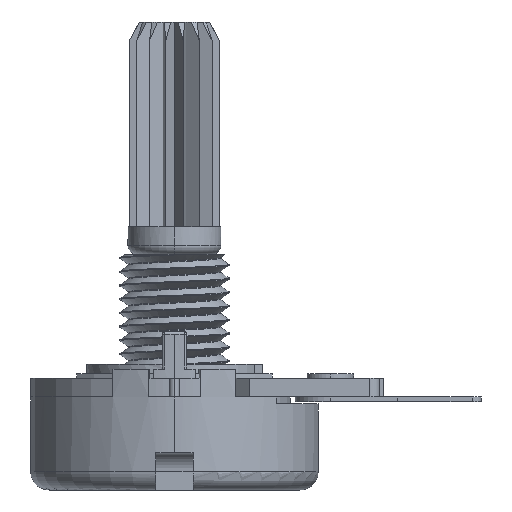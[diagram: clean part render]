
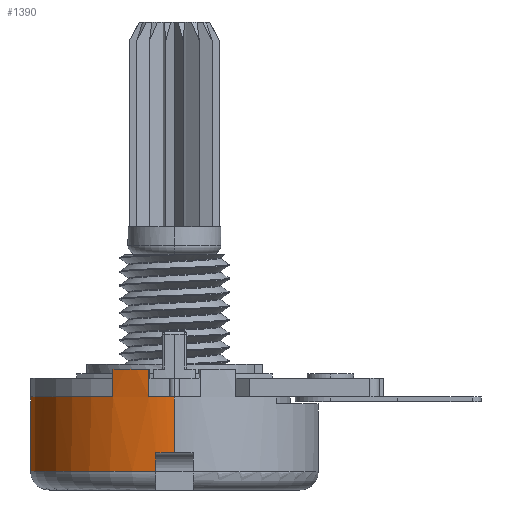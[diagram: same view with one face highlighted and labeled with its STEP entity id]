
A CAD part, left-side view. The second image highlights one B-rep face of the part: STEP entity #1390.
In plain terms, the highlighted cylindrical face has radius 7.874 mm (diameter 15.748 mm), a partial arc.
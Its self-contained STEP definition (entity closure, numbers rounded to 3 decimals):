
#75 = CARTESIAN_POINT ( 'NONE',  ( -7.874, 16.764, -4.826 ) ) ;
#137 = DIRECTION ( 'NONE',  ( 0., 0., 1. ) ) ;
#198 = CIRCLE ( 'NONE', #610, 7.874 ) ;
#399 = DIRECTION ( 'NONE',  ( 1., 0., 0. ) ) ;
#452 = CARTESIAN_POINT ( 'NONE',  ( -7.808, 17.78, -3.81 ) ) ;
#472 = DIRECTION ( 'NONE',  ( 0., 0., -1. ) ) ;
#534 = DIRECTION ( 'NONE',  ( 0., 0., 1. ) ) ;
#601 = EDGE_CURVE ( 'NONE', #8677, #5570, #7694, .T. ) ;
#610 = AXIS2_PLACEMENT_3D ( 'NONE', #3401, #534, #10217 ) ;
#632 = LINE ( 'NONE', #697, #4794 ) ;
#641 = CARTESIAN_POINT ( 'NONE',  ( 7.748, 18.165, 1.778 ) ) ;
#697 = CARTESIAN_POINT ( 'NONE',  ( -7.808, 17.78, -4.826 ) ) ;
#699 = DIRECTION ( 'NONE',  ( 0., 0., 1. ) ) ;
#958 = DIRECTION ( 'NONE',  ( 1., 0., 0. ) ) ;
#1220 = CARTESIAN_POINT ( 'NONE',  ( -7.748, 18.165, 0.254 ) ) ;
#1382 = EDGE_LOOP ( 'NONE', ( #12635, #1615, #1637, #8496, #7486, #6121, #3688, #3174, #9217, #7862, #10869, #8798, #9244, #10818 ) ) ;
#1390 = ADVANCED_FACE ( 'NONE', ( #12487 ), #7565, .T. ) ;
#1522 = CARTESIAN_POINT ( 'NONE',  ( 7.874, 16.764, -3.81 ) ) ;
#1589 = EDGE_CURVE ( 'NONE', #12711, #12678, #6972, .T. ) ;
#1615 = ORIENTED_EDGE ( 'NONE', *, *, #1589, .T. ) ;
#1637 = ORIENTED_EDGE ( 'NONE', *, *, #6263, .T. ) ;
#1844 = AXIS2_PLACEMENT_3D ( 'NONE', #9016, #11797, #958 ) ;
#1930 = LINE ( 'NONE', #3891, #4143 ) ;
#1935 = VERTEX_POINT ( 'NONE', #641 ) ;
#2067 = VERTEX_POINT ( 'NONE', #1220 ) ;
#2073 = VECTOR ( 'NONE', #3078, 1000. ) ;
#2116 = CARTESIAN_POINT ( 'NONE',  ( 7.874, 16.764, 0.254 ) ) ;
#2263 = EDGE_CURVE ( 'NONE', #12711, #10853, #7944, .T. ) ;
#2354 = DIRECTION ( 'NONE',  ( -1., 0., 0. ) ) ;
#2428 = LINE ( 'NONE', #10281, #7057 ) ;
#2466 = CARTESIAN_POINT ( 'NONE',  ( -7.808, 17.78, -2.794 ) ) ;
#2708 = VERTEX_POINT ( 'NONE', #3129 ) ;
#2786 = CARTESIAN_POINT ( 'NONE',  ( 0., 16.764, 1.778 ) ) ;
#3020 = LINE ( 'NONE', #6982, #2073 ) ;
#3025 = EDGE_CURVE ( 'NONE', #9508, #5570, #6959, .T. ) ;
#3078 = DIRECTION ( 'NONE',  ( 0., 0., -1. ) ) ;
#3129 = CARTESIAN_POINT ( 'NONE',  ( 7.122, 20.123, 0.254 ) ) ;
#3149 = AXIS2_PLACEMENT_3D ( 'NONE', #2786, #699, #10765 ) ;
#3174 = ORIENTED_EDGE ( 'NONE', *, *, #4975, .F. ) ;
#3401 = CARTESIAN_POINT ( 'NONE',  ( 0., 16.764, -3.81 ) ) ;
#3422 = CARTESIAN_POINT ( 'NONE',  ( -7.874, 16.764, -2.794 ) ) ;
#3513 = DIRECTION ( 'NONE',  ( -1., 0., 0. ) ) ;
#3524 = CIRCLE ( 'NONE', #1844, 7.874 ) ;
#3688 = ORIENTED_EDGE ( 'NONE', *, *, #7857, .T. ) ;
#3739 = CARTESIAN_POINT ( 'NONE',  ( -7.748, 18.165, 1.778 ) ) ;
#3764 = EDGE_CURVE ( 'NONE', #9508, #6268, #198, .T. ) ;
#3783 = EDGE_CURVE ( 'NONE', #5477, #11933, #2428, .T. ) ;
#3826 = DIRECTION ( 'NONE',  ( 0., 0., -1. ) ) ;
#3891 = CARTESIAN_POINT ( 'NONE',  ( 7.122, 20.123, 1.778 ) ) ;
#3993 = CIRCLE ( 'NONE', #3149, 7.874 ) ;
#4143 = VECTOR ( 'NONE', #5122, 1000. ) ;
#4794 = VECTOR ( 'NONE', #8692, 1000. ) ;
#4962 = EDGE_CURVE ( 'NONE', #5477, #5326, #3524, .T. ) ;
#4975 = EDGE_CURVE ( 'NONE', #8188, #2708, #1930, .T. ) ;
#4994 = AXIS2_PLACEMENT_3D ( 'NONE', #10283, #6391, #399 ) ;
#5122 = DIRECTION ( 'NONE',  ( 0., 0., -1. ) ) ;
#5326 = VERTEX_POINT ( 'NONE', #3739 ) ;
#5398 = DIRECTION ( 'NONE',  ( 0., 0., -1. ) ) ;
#5477 = VERTEX_POINT ( 'NONE', #8348 ) ;
#5569 = CARTESIAN_POINT ( 'NONE',  ( -7.874, 16.764, 0.254 ) ) ;
#5570 = VERTEX_POINT ( 'NONE', #2116 ) ;
#5649 = DIRECTION ( 'NONE',  ( 0., 0., -1. ) ) ;
#5859 = CARTESIAN_POINT ( 'NONE',  ( 0., 16.764, 0.254 ) ) ;
#6121 = ORIENTED_EDGE ( 'NONE', *, *, #3783, .T. ) ;
#6206 = EDGE_CURVE ( 'NONE', #1935, #8677, #8453, .T. ) ;
#6263 = EDGE_CURVE ( 'NONE', #12678, #2067, #8928, .T. ) ;
#6268 = VERTEX_POINT ( 'NONE', #452 ) ;
#6391 = DIRECTION ( 'NONE',  ( 0., 0., 1. ) ) ;
#6457 = AXIS2_PLACEMENT_3D ( 'NONE', #12405, #10467, #3513 ) ;
#6797 = EDGE_CURVE ( 'NONE', #5326, #2067, #3020, .T. ) ;
#6959 = LINE ( 'NONE', #11102, #10728 ) ;
#6972 = LINE ( 'NONE', #75, #8562 ) ;
#6982 = CARTESIAN_POINT ( 'NONE',  ( -7.748, 18.165, 1.778 ) ) ;
#7057 = VECTOR ( 'NONE', #472, 1000. ) ;
#7486 = ORIENTED_EDGE ( 'NONE', *, *, #4962, .F. ) ;
#7565 = CYLINDRICAL_SURFACE ( 'NONE', #4994, 7.874 ) ;
#7616 = DIRECTION ( 'NONE',  ( -1., 0., 0. ) ) ;
#7688 = VECTOR ( 'NONE', #5398, 1000. ) ;
#7694 = CIRCLE ( 'NONE', #7899, 7.874 ) ;
#7720 = CARTESIAN_POINT ( 'NONE',  ( 7.122, 20.123, 1.778 ) ) ;
#7813 = CARTESIAN_POINT ( 'NONE',  ( -7.122, 20.123, 0.254 ) ) ;
#7857 = EDGE_CURVE ( 'NONE', #11933, #2708, #11215, .T. ) ;
#7862 = ORIENTED_EDGE ( 'NONE', *, *, #6206, .T. ) ;
#7899 = AXIS2_PLACEMENT_3D ( 'NONE', #8690, #3826, #2354 ) ;
#7944 = CIRCLE ( 'NONE', #9184, 7.874 ) ;
#8167 = EDGE_CURVE ( 'NONE', #6268, #10853, #632, .T. ) ;
#8188 = VERTEX_POINT ( 'NONE', #7720 ) ;
#8348 = CARTESIAN_POINT ( 'NONE',  ( -7.122, 20.123, 1.778 ) ) ;
#8453 = LINE ( 'NONE', #11366, #7688 ) ;
#8496 = ORIENTED_EDGE ( 'NONE', *, *, #6797, .F. ) ;
#8562 = VECTOR ( 'NONE', #137, 1000. ) ;
#8677 = VERTEX_POINT ( 'NONE', #10014 ) ;
#8687 = CARTESIAN_POINT ( 'NONE',  ( 0., 16.764, -2.794 ) ) ;
#8690 = CARTESIAN_POINT ( 'NONE',  ( 0., 16.764, 0.254 ) ) ;
#8692 = DIRECTION ( 'NONE',  ( 0., 0., 1. ) ) ;
#8726 = AXIS2_PLACEMENT_3D ( 'NONE', #5859, #9818, #7616 ) ;
#8798 = ORIENTED_EDGE ( 'NONE', *, *, #3025, .F. ) ;
#8921 = EDGE_CURVE ( 'NONE', #1935, #8188, #3993, .T. ) ;
#8928 = CIRCLE ( 'NONE', #6457, 7.874 ) ;
#9016 = CARTESIAN_POINT ( 'NONE',  ( 0., 16.764, 1.778 ) ) ;
#9184 = AXIS2_PLACEMENT_3D ( 'NONE', #8687, #5649, #11733 ) ;
#9217 = ORIENTED_EDGE ( 'NONE', *, *, #8921, .F. ) ;
#9244 = ORIENTED_EDGE ( 'NONE', *, *, #3764, .T. ) ;
#9508 = VERTEX_POINT ( 'NONE', #1522 ) ;
#9818 = DIRECTION ( 'NONE',  ( 0., 0., -1. ) ) ;
#10014 = CARTESIAN_POINT ( 'NONE',  ( 7.748, 18.165, 0.254 ) ) ;
#10217 = DIRECTION ( 'NONE',  ( -1., 0., 0. ) ) ;
#10281 = CARTESIAN_POINT ( 'NONE',  ( -7.122, 20.123, 1.778 ) ) ;
#10283 = CARTESIAN_POINT ( 'NONE',  ( 0., 16.764, -4.826 ) ) ;
#10467 = DIRECTION ( 'NONE',  ( 0., 0., -1. ) ) ;
#10728 = VECTOR ( 'NONE', #11035, 1000. ) ;
#10765 = DIRECTION ( 'NONE',  ( 1., 0., 0. ) ) ;
#10818 = ORIENTED_EDGE ( 'NONE', *, *, #8167, .T. ) ;
#10853 = VERTEX_POINT ( 'NONE', #2466 ) ;
#10869 = ORIENTED_EDGE ( 'NONE', *, *, #601, .T. ) ;
#11035 = DIRECTION ( 'NONE',  ( 0., 0., 1. ) ) ;
#11102 = CARTESIAN_POINT ( 'NONE',  ( 7.874, 16.764, -4.826 ) ) ;
#11215 = CIRCLE ( 'NONE', #8726, 7.874 ) ;
#11366 = CARTESIAN_POINT ( 'NONE',  ( 7.748, 18.165, 1.778 ) ) ;
#11733 = DIRECTION ( 'NONE',  ( -1., 0., 0. ) ) ;
#11797 = DIRECTION ( 'NONE',  ( 0., 0., 1. ) ) ;
#11933 = VERTEX_POINT ( 'NONE', #7813 ) ;
#12405 = CARTESIAN_POINT ( 'NONE',  ( 0., 16.764, 0.254 ) ) ;
#12487 = FACE_OUTER_BOUND ( 'NONE', #1382, .T. ) ;
#12635 = ORIENTED_EDGE ( 'NONE', *, *, #2263, .F. ) ;
#12678 = VERTEX_POINT ( 'NONE', #5569 ) ;
#12711 = VERTEX_POINT ( 'NONE', #3422 ) ;
